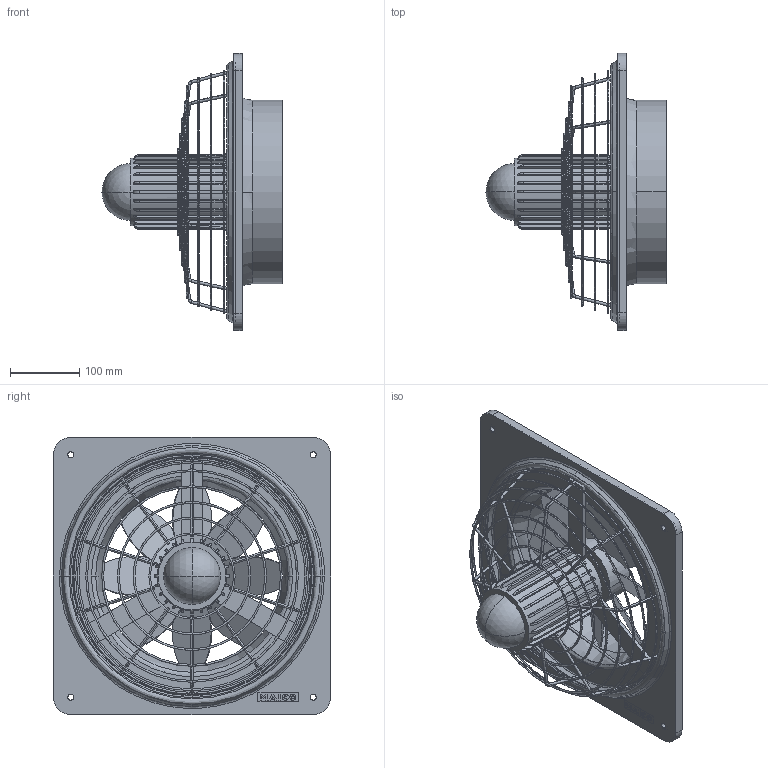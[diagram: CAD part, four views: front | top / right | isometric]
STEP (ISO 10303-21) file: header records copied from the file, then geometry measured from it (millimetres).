
FILE_DESCRIPTION (( 'STEP AP214' ), '1' );
FILE_NAME ('0083-0118.STEP', '2015-01-27T17:33:21', ( '' ), ( '' ), 'SwSTEP 2.0', 'SolidWorks 2013', '' );
FILE_SCHEMA (( 'AUTOMOTIVE_DESIGN' ));
Length unit declared in the file: millimetre
Products named in the file (1): 0083-0118
Bounding box: 260 x 400 x 400 mm (x, y, z)
Volume: 2148775.6 mm3; surface area: 676201.1 mm2
Topology: 4 solids, 4 shells, 493 faces, 1520 edges, 961 vertices
Faces by surface type: plane 169, cylinder 140, bspline 106, torus 48, cone 24, sphere 6
Entity records: 32045 total; most frequent: CARTESIAN_POINT 14091, ORIENTED_EDGE 3032, DIRECTION 2283, EDGE_CURVE 1516, VERTEX_POINT 961, AXIS2_PLACEMENT_3D 902, EDGE_LOOP 603, CIRCLE 514
